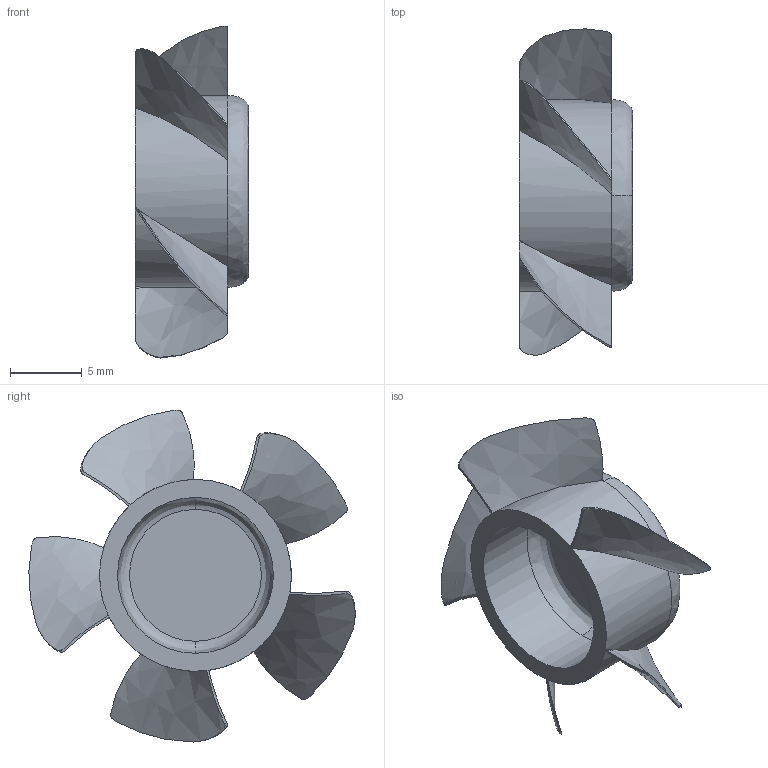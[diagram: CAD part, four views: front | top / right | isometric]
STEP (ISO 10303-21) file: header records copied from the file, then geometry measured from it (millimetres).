
FILE_DESCRIPTION(/* description */ (''),/* implementation_level */ '2;1');
FILE_NAME(/* name */ 'COMPONENT1_1.step',/* time_stamp */ '2023-01-07T19:04:34+01:00',/* author */ (''),/* organization */ (''),/* preprocessor_version */ 'ST-DEVELOPER v19.2',/* originating_system */ 'Autodesk Translation Framework v11.17.0.187',/* authorisation */ '');
FILE_SCHEMA (('AUTOMOTIVE_DESIGN { 1 0 10303 214 3 1 1 }'));
Length unit declared in the file: millimetre
Products named in the file (1): COMPONENT1_1
Bounding box: 7.86 x 22.68 x 23.07 mm (x, y, z)
Volume: 605.2 mm3; surface area: 1228.7 mm2
Topology: 1 solids, 1 shells, 48 faces, 125 edges, 80 vertices
Faces by surface type: bspline 34, plane 8, cylinder 6
Full cylindrical faces by diameter (mm): 10.833 x1
Entity records: 2632 total; most frequent: CARTESIAN_POINT 1651, ORIENTED_EDGE 250, EDGE_CURVE 125, DIRECTION 111, B_SPLINE_CURVE_WITH_KNOTS 84, VERTEX_POINT 80, AXIS2_PLACEMENT_3D 55, EDGE_LOOP 49
